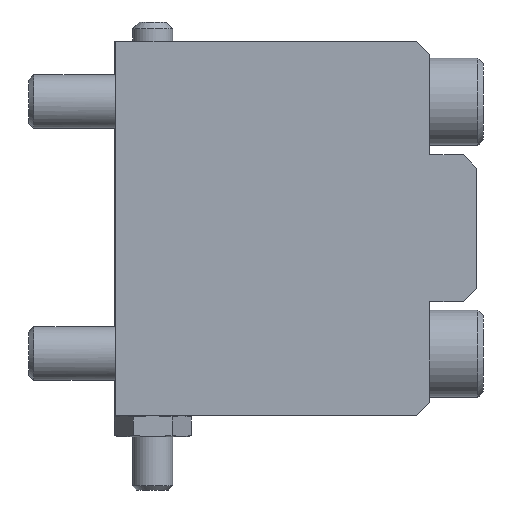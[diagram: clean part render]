
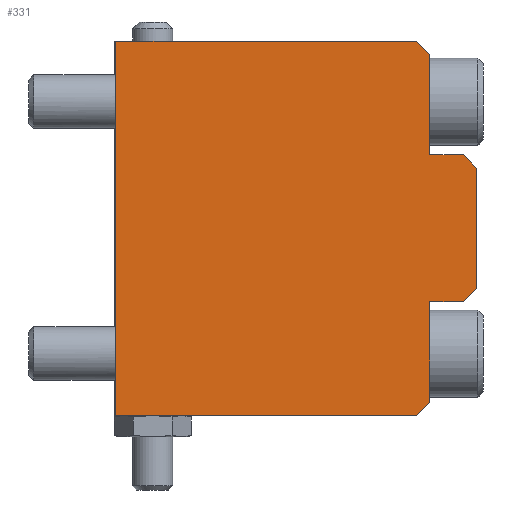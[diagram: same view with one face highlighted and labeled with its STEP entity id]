
A CAD part, front view. The second image highlights one B-rep face of the part: STEP entity #331.
In plain terms, the highlighted planar face has unit normal (0, -1, 0).
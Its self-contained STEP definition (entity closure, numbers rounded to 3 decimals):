
#168=FACE_OUTER_BOUND('',#773,.T.);
#331=ADVANCED_FACE('',(#168),#512,.T.);
#512=PLANE('',#3499);
#773=EDGE_LOOP('',(#1280,#1281,#1282,#1283,#1284,#1285,#1286,#1287,#1288,
#1289,#1290,#1291));
#1280=ORIENTED_EDGE('',*,*,#2525,.T.);
#1281=ORIENTED_EDGE('',*,*,#2526,.T.);
#1282=ORIENTED_EDGE('',*,*,#2511,.T.);
#1283=ORIENTED_EDGE('',*,*,#2527,.T.);
#1284=ORIENTED_EDGE('',*,*,#2228,.F.);
#1285=ORIENTED_EDGE('',*,*,#2528,.T.);
#1286=ORIENTED_EDGE('',*,*,#2529,.T.);
#1287=ORIENTED_EDGE('',*,*,#2530,.T.);
#1288=ORIENTED_EDGE('',*,*,#2531,.T.);
#1289=ORIENTED_EDGE('',*,*,#2532,.F.);
#1290=ORIENTED_EDGE('',*,*,#2533,.T.);
#1291=ORIENTED_EDGE('',*,*,#2534,.T.);
#1904=VERTEX_POINT('',#4632);
#1905=VERTEX_POINT('',#4634);
#2085=VERTEX_POINT('',#5045);
#2157=VERTEX_POINT('',#5199);
#2169=VERTEX_POINT('',#5229);
#2170=VERTEX_POINT('',#5230);
#2171=VERTEX_POINT('',#5234);
#2172=VERTEX_POINT('',#5236);
#2173=VERTEX_POINT('',#5238);
#2174=VERTEX_POINT('',#5240);
#2175=VERTEX_POINT('',#5242);
#2176=VERTEX_POINT('',#5244);
#2228=EDGE_CURVE('',#1904,#1905,#2709,.T.);
#2511=EDGE_CURVE('',#2085,#2157,#2956,.T.);
#2525=EDGE_CURVE('',#2169,#2170,#2967,.T.);
#2526=EDGE_CURVE('',#2170,#2085,#2968,.T.);
#2527=EDGE_CURVE('',#2157,#1905,#2969,.T.);
#2528=EDGE_CURVE('',#1904,#2171,#2970,.T.);
#2529=EDGE_CURVE('',#2171,#2172,#2971,.T.);
#2530=EDGE_CURVE('',#2172,#2173,#2972,.T.);
#2531=EDGE_CURVE('',#2173,#2174,#2973,.T.);
#2532=EDGE_CURVE('',#2175,#2174,#2974,.T.);
#2533=EDGE_CURVE('',#2175,#2176,#2975,.T.);
#2534=EDGE_CURVE('',#2176,#2169,#2976,.T.);
#2709=LINE('',#4633,#3068);
#2956=LINE('',#5200,#3315);
#2967=LINE('',#5228,#3326);
#2968=LINE('',#5231,#3327);
#2969=LINE('',#5232,#3328);
#2970=LINE('',#5233,#3329);
#2971=LINE('',#5235,#3330);
#2972=LINE('',#5237,#3331);
#2973=LINE('',#5239,#3332);
#2974=LINE('',#5241,#3333);
#2975=LINE('',#5243,#3334);
#2976=LINE('',#5245,#3335);
#3068=VECTOR('',#3710,1.);
#3315=VECTOR('',#4091,1.);
#3326=VECTOR('',#4114,1.);
#3327=VECTOR('',#4115,1.);
#3328=VECTOR('',#4116,1.);
#3329=VECTOR('',#4117,1.);
#3330=VECTOR('',#4118,1.);
#3331=VECTOR('',#4119,1.);
#3332=VECTOR('',#4120,1.);
#3333=VECTOR('',#4121,1.);
#3334=VECTOR('',#4122,1.);
#3335=VECTOR('',#4123,1.);
#3499=AXIS2_PLACEMENT_3D('',#5246,#4124,#4125);
#3710=DIRECTION('',(-1.,0.,0.));
#4091=DIRECTION('',(-1.,0.,0.));
#4114=DIRECTION('',(0.,0.,1.));
#4115=DIRECTION('',(-0.707,0.,0.707));
#4116=DIRECTION('',(0.,0.,-1.));
#4117=DIRECTION('',(0.707,0.,0.707));
#4118=DIRECTION('',(0.,0.,1.));
#4119=DIRECTION('',(1.,0.,0.));
#4120=DIRECTION('',(0.707,0.,0.707));
#4121=DIRECTION('',(0.,0.,-1.));
#4122=DIRECTION('',(-0.707,0.,0.707));
#4123=DIRECTION('',(-1.,0.,0.));
#4124=DIRECTION('',(0.,-1.,0.));
#4125=DIRECTION('',(0.,0.,-1.));
#4632=CARTESIAN_POINT('',(11.45,-26.725,-28.));
#4633=CARTESIAN_POINT('',(20.45,-26.725,-28.));
#4634=CARTESIAN_POINT('',(-33.5,-26.725,-28.));
#5045=CARTESIAN_POINT('',(11.45,-26.725,28.));
#5199=CARTESIAN_POINT('',(-33.5,-26.725,28.));
#5200=CARTESIAN_POINT('',(20.45,-26.725,28.));
#5228=CARTESIAN_POINT('',(13.45,-26.725,28.));
#5229=CARTESIAN_POINT('',(13.45,-26.725,11.));
#5230=CARTESIAN_POINT('',(13.45,-26.725,26.));
#5231=CARTESIAN_POINT('',(15.95,-26.725,23.5));
#5232=CARTESIAN_POINT('',(-33.5,-26.725,28.));
#5233=CARTESIAN_POINT('',(43.95,-26.725,4.5));
#5234=CARTESIAN_POINT('',(13.45,-26.725,-26.));
#5235=CARTESIAN_POINT('',(13.45,-26.725,28.));
#5236=CARTESIAN_POINT('',(13.45,-26.725,-11.));
#5237=CARTESIAN_POINT('',(20.45,-26.725,-11.));
#5238=CARTESIAN_POINT('',(18.45,-26.725,-11.));
#5239=CARTESIAN_POINT('',(38.95,-26.725,9.5));
#5240=CARTESIAN_POINT('',(20.45,-26.725,-9.));
#5241=CARTESIAN_POINT('',(20.45,-26.725,28.));
#5242=CARTESIAN_POINT('',(20.45,-26.725,9.));
#5243=CARTESIAN_POINT('',(10.95,-26.725,18.5));
#5244=CARTESIAN_POINT('',(18.45,-26.725,11.));
#5245=CARTESIAN_POINT('',(20.45,-26.725,11.));
#5246=CARTESIAN_POINT('',(20.45,-26.725,28.));
